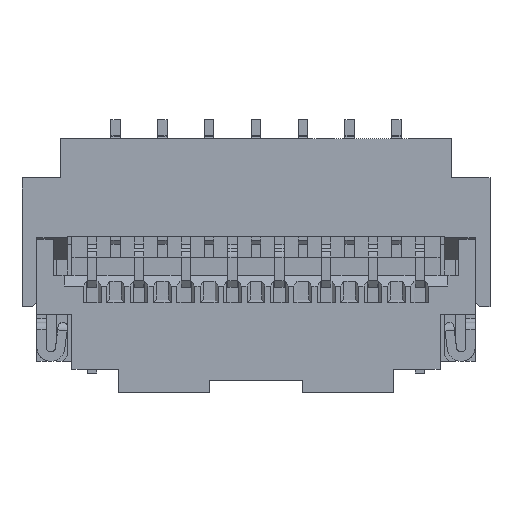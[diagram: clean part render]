
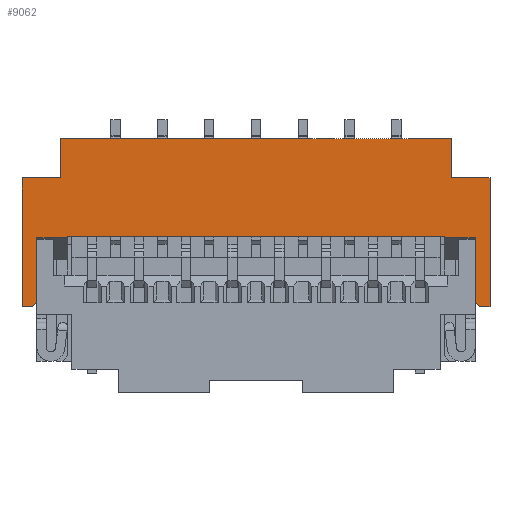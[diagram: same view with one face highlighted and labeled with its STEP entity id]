
A CAD part, top view. The second image highlights one B-rep face of the part: STEP entity #9062.
In plain terms, the highlighted face is planar.
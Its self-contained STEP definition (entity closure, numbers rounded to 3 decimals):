
#464 = VECTOR ( 'NONE', #5823, 1000. ) ;
#494 = ORIENTED_EDGE ( 'NONE', *, *, #8981, .T. ) ;
#866 = VECTOR ( 'NONE', #3440, 1000. ) ;
#1027 = VERTEX_POINT ( 'NONE', #6158 ) ;
#1066 = VECTOR ( 'NONE', #19109, 1000. ) ;
#1168 = VECTOR ( 'NONE', #21471, 1000. ) ;
#1182 = EDGE_CURVE ( 'NONE', #12867, #11068, #18779, .T. ) ;
#1398 = VECTOR ( 'NONE', #4834, 1000. ) ;
#1453 = CARTESIAN_POINT ( 'NONE',  ( 2.099, -2.508, 18.943 ) ) ;
#1703 = CARTESIAN_POINT ( 'NONE',  ( 1.432, -2.508, 14.113 ) ) ;
#1709 = LINE ( 'NONE', #5074, #14518 ) ;
#2291 = ORIENTED_EDGE ( 'NONE', *, *, #20197, .F. ) ;
#2459 = LINE ( 'NONE', #11813, #464 ) ;
#2470 = LINE ( 'NONE', #14862, #13018 ) ;
#2526 = DIRECTION ( 'NONE',  ( 0., 0., 1. ) ) ;
#2546 = VECTOR ( 'NONE', #2526, 1000. ) ;
#2554 = CARTESIAN_POINT ( 'NONE',  ( 2.099, -2.508, 13.717 ) ) ;
#2818 = DIRECTION ( 'NONE',  ( 0., -1., 0. ) ) ;
#2900 = DIRECTION ( 'NONE',  ( 0., 0., 1. ) ) ;
#3104 = LINE ( 'NONE', #22689, #20923 ) ;
#3273 = CARTESIAN_POINT ( 'NONE',  ( 2.982, -2.508, 13.527 ) ) ;
#3327 = CARTESIAN_POINT ( 'NONE',  ( 1.812, -2.508, 13.527 ) ) ;
#3440 = DIRECTION ( 'NONE',  ( -1., 0., 0. ) ) ;
#3841 = EDGE_CURVE ( 'NONE', #19148, #7533, #16075, .T. ) ;
#3959 = VECTOR ( 'NONE', #5385, 1000. ) ;
#4451 = EDGE_CURVE ( 'NONE', #15179, #10780, #2459, .T. ) ;
#4534 = AXIS2_PLACEMENT_3D ( 'NONE', #13057, #2818, #4565 ) ;
#4565 = DIRECTION ( 'NONE',  ( 1., 0., 0. ) ) ;
#4620 = EDGE_CURVE ( 'NONE', #7697, #19998, #1709, .T. ) ;
#4725 = LINE ( 'NONE', #13407, #11640 ) ;
#4834 = DIRECTION ( 'NONE',  ( 0.707, 0., -0.707 ) ) ;
#4938 = LINE ( 'NONE', #12229, #3959 ) ;
#5074 = CARTESIAN_POINT ( 'NONE',  ( 1.432, -2.508, 19.338 ) ) ;
#5136 = DIRECTION ( 'NONE',  ( 0., 0., -1. ) ) ;
#5333 = CARTESIAN_POINT ( 'NONE',  ( 1.332, -2.508, 19.028 ) ) ;
#5385 = DIRECTION ( 'NONE',  ( 0., 0., -1. ) ) ;
#5630 = CARTESIAN_POINT ( 'NONE',  ( 2.922, -2.508, 19.338 ) ) ;
#5823 = DIRECTION ( 'NONE',  ( -1., 0., 0. ) ) ;
#5825 = CARTESIAN_POINT ( 'NONE',  ( 2.099, -2.508, 14.113 ) ) ;
#5863 = LINE ( 'NONE', #12936, #17579 ) ;
#6101 = VERTEX_POINT ( 'NONE', #21923 ) ;
#6158 = CARTESIAN_POINT ( 'NONE',  ( 1.332, -2.508, 19.528 ) ) ;
#6247 = CARTESIAN_POINT ( 'NONE',  ( 2.982, -2.508, 13.658 ) ) ;
#6426 = CARTESIAN_POINT ( 'NONE',  ( 2.082, -2.508, 18.943 ) ) ;
#6740 = EDGE_CURVE ( 'NONE', #7559, #19148, #3104, .T. ) ;
#6831 = CARTESIAN_POINT ( 'NONE',  ( 1.332, -2.508, 13.527 ) ) ;
#7393 = DIRECTION ( 'NONE',  ( 0., 0., 1. ) ) ;
#7533 = VERTEX_POINT ( 'NONE', #3273 ) ;
#7551 = CARTESIAN_POINT ( 'NONE',  ( 0.832, -2.508, 14.027 ) ) ;
#7559 = VERTEX_POINT ( 'NONE', #15559 ) ;
#7697 = VERTEX_POINT ( 'NONE', #5630 ) ;
#7707 = EDGE_CURVE ( 'NONE', #7697, #14372, #5863, .T. ) ;
#7815 = CARTESIAN_POINT ( 'NONE',  ( 1.812, -2.508, 19.528 ) ) ;
#8025 = CARTESIAN_POINT ( 'NONE',  ( 2.099, -2.508, 17.205 ) ) ;
#8293 = LINE ( 'NONE', #18819, #18271 ) ;
#8324 = DIRECTION ( 'NONE',  ( 0., 0., 1. ) ) ;
#8448 = ORIENTED_EDGE ( 'NONE', *, *, #3841, .T. ) ;
#8502 = ORIENTED_EDGE ( 'NONE', *, *, #20225, .F. ) ;
#8531 = ORIENTED_EDGE ( 'NONE', *, *, #13548, .F. ) ;
#8588 = VECTOR ( 'NONE', #16172, 1000. ) ;
#8635 = CARTESIAN_POINT ( 'NONE',  ( 1.332, -2.508, 15.85 ) ) ;
#8673 = VERTEX_POINT ( 'NONE', #6247 ) ;
#8751 = LINE ( 'NONE', #10701, #16580 ) ;
#8981 = EDGE_CURVE ( 'NONE', #7533, #8673, #15950, .T. ) ;
#9062 = ADVANCED_FACE ( 'NONE', ( #18268 ), #18913, .T. ) ;
#10067 = DIRECTION ( 'NONE',  ( 0., 0., -1. ) ) ;
#10075 = EDGE_CURVE ( 'NONE', #11068, #11748, #12247, .T. ) ;
#10355 = CARTESIAN_POINT ( 'NONE',  ( 2.982, -2.508, 19.528 ) ) ;
#10400 = DIRECTION ( 'NONE',  ( -1., 0., 0. ) ) ;
#10604 = ORIENTED_EDGE ( 'NONE', *, *, #18549, .T. ) ;
#10674 = ORIENTED_EDGE ( 'NONE', *, *, #4451, .F. ) ;
#10701 = CARTESIAN_POINT ( 'NONE',  ( 2.099, -2.508, 15.85 ) ) ;
#10780 = VERTEX_POINT ( 'NONE', #6426 ) ;
#10868 = EDGE_CURVE ( 'NONE', #19386, #12499, #8293, .T. ) ;
#10869 = DIRECTION ( 'NONE',  ( 1., 0., 0. ) ) ;
#11068 = VERTEX_POINT ( 'NONE', #5825 ) ;
#11596 = EDGE_CURVE ( 'NONE', #11748, #10780, #4725, .T. ) ;
#11640 = VECTOR ( 'NONE', #8324, 1000. ) ;
#11748 = VERTEX_POINT ( 'NONE', #17562 ) ;
#11813 = CARTESIAN_POINT ( 'NONE',  ( 1.432, -2.508, 18.943 ) ) ;
#12229 = CARTESIAN_POINT ( 'NONE',  ( 0.832, -2.508, 17.805 ) ) ;
#12247 = LINE ( 'NONE', #1703, #866 ) ;
#12460 = CARTESIAN_POINT ( 'NONE',  ( 1.432, -2.508, 14.027 ) ) ;
#12499 = VERTEX_POINT ( 'NONE', #5333 ) ;
#12667 = DIRECTION ( 'NONE',  ( 0., 0., -1. ) ) ;
#12688 = ORIENTED_EDGE ( 'NONE', *, *, #4620, .F. ) ;
#12703 = DIRECTION ( 'NONE',  ( 0.707, 0., 0.707 ) ) ;
#12867 = VERTEX_POINT ( 'NONE', #2554 ) ;
#12936 = CARTESIAN_POINT ( 'NONE',  ( 2.889, -2.508, 19.304 ) ) ;
#13018 = VECTOR ( 'NONE', #12667, 1000. ) ;
#13057 = CARTESIAN_POINT ( 'NONE',  ( 1.432, -2.508, 17.805 ) ) ;
#13407 = CARTESIAN_POINT ( 'NONE',  ( 2.082, -2.508, 17.805 ) ) ;
#13548 = EDGE_CURVE ( 'NONE', #6101, #8673, #15382, .T. ) ;
#13561 = VECTOR ( 'NONE', #2900, 1000. ) ;
#13855 = EDGE_CURVE ( 'NONE', #6101, #12867, #16605, .T. ) ;
#14152 = ORIENTED_EDGE ( 'NONE', *, *, #10075, .T. ) ;
#14372 = VERTEX_POINT ( 'NONE', #21271 ) ;
#14518 = VECTOR ( 'NONE', #10400, 1000. ) ;
#14698 = EDGE_CURVE ( 'NONE', #19998, #15179, #8751, .T. ) ;
#14862 = CARTESIAN_POINT ( 'NONE',  ( 2.982, -2.508, 19.348 ) ) ;
#15116 = EDGE_CURVE ( 'NONE', #19386, #22411, #4938, .T. ) ;
#15179 = VERTEX_POINT ( 'NONE', #1453 ) ;
#15382 = LINE ( 'NONE', #22455, #1398 ) ;
#15559 = CARTESIAN_POINT ( 'NONE',  ( 1.332, -2.508, 14.027 ) ) ;
#15632 = VERTEX_POINT ( 'NONE', #10355 ) ;
#15641 = EDGE_CURVE ( 'NONE', #12499, #1027, #18407, .T. ) ;
#15950 = LINE ( 'NONE', #16302, #20443 ) ;
#16075 = LINE ( 'NONE', #3327, #21162 ) ;
#16172 = DIRECTION ( 'NONE',  ( 1., 0., 0. ) ) ;
#16185 = ORIENTED_EDGE ( 'NONE', *, *, #1182, .T. ) ;
#16302 = CARTESIAN_POINT ( 'NONE',  ( 2.982, -2.508, 13.707 ) ) ;
#16502 = ORIENTED_EDGE ( 'NONE', *, *, #7707, .T. ) ;
#16580 = VECTOR ( 'NONE', #5136, 1000. ) ;
#16605 = LINE ( 'NONE', #20311, #1066 ) ;
#16675 = ORIENTED_EDGE ( 'NONE', *, *, #6740, .T. ) ;
#17261 = ORIENTED_EDGE ( 'NONE', *, *, #10868, .F. ) ;
#17562 = CARTESIAN_POINT ( 'NONE',  ( 2.082, -2.508, 14.113 ) ) ;
#17579 = VECTOR ( 'NONE', #12703, 1000. ) ;
#17908 = LINE ( 'NONE', #12460, #8588 ) ;
#18218 = ORIENTED_EDGE ( 'NONE', *, *, #11596, .T. ) ;
#18268 = FACE_OUTER_BOUND ( 'NONE', #21680, .T. ) ;
#18271 = VECTOR ( 'NONE', #22527, 1000. ) ;
#18407 = LINE ( 'NONE', #8635, #2546 ) ;
#18549 = EDGE_CURVE ( 'NONE', #22411, #7559, #17908, .T. ) ;
#18779 = LINE ( 'NONE', #8025, #13561 ) ;
#18819 = CARTESIAN_POINT ( 'NONE',  ( 1.432, -2.508, 19.028 ) ) ;
#18913 = PLANE ( 'NONE',  #4534 ) ;
#19109 = DIRECTION ( 'NONE',  ( -1., 0., 0. ) ) ;
#19148 = VERTEX_POINT ( 'NONE', #6831 ) ;
#19241 = CARTESIAN_POINT ( 'NONE',  ( 0.832, -2.508, 19.028 ) ) ;
#19386 = VERTEX_POINT ( 'NONE', #19241 ) ;
#19389 = CARTESIAN_POINT ( 'NONE',  ( 2.099, -2.508, 19.338 ) ) ;
#19715 = ORIENTED_EDGE ( 'NONE', *, *, #15116, .T. ) ;
#19998 = VERTEX_POINT ( 'NONE', #19389 ) ;
#20197 = EDGE_CURVE ( 'NONE', #1027, #15632, #21593, .T. ) ;
#20225 = EDGE_CURVE ( 'NONE', #15632, #14372, #2470, .T. ) ;
#20311 = CARTESIAN_POINT ( 'NONE',  ( 1.432, -2.508, 13.717 ) ) ;
#20315 = ORIENTED_EDGE ( 'NONE', *, *, #14698, .F. ) ;
#20443 = VECTOR ( 'NONE', #7393, 1000. ) ;
#20923 = VECTOR ( 'NONE', #10067, 1000. ) ;
#21162 = VECTOR ( 'NONE', #10869, 1000. ) ;
#21271 = CARTESIAN_POINT ( 'NONE',  ( 2.982, -2.508, 19.397 ) ) ;
#21471 = DIRECTION ( 'NONE',  ( 1., 0., 0. ) ) ;
#21593 = LINE ( 'NONE', #7815, #1168 ) ;
#21680 = EDGE_LOOP ( 'NONE', ( #19715, #10604, #16675, #8448, #494, #8531, #21722, #16185, #14152, #18218, #10674, #20315, #12688, #16502, #8502, #2291, #22612, #17261 ) ) ;
#21722 = ORIENTED_EDGE ( 'NONE', *, *, #13855, .T. ) ;
#21923 = CARTESIAN_POINT ( 'NONE',  ( 2.922, -2.508, 13.718 ) ) ;
#22411 = VERTEX_POINT ( 'NONE', #7551 ) ;
#22455 = CARTESIAN_POINT ( 'NONE',  ( 2.889, -2.508, 13.751 ) ) ;
#22527 = DIRECTION ( 'NONE',  ( 1., 0., 0. ) ) ;
#22612 = ORIENTED_EDGE ( 'NONE', *, *, #15641, .F. ) ;
#22689 = CARTESIAN_POINT ( 'NONE',  ( 1.332, -2.508, 17.205 ) ) ;
